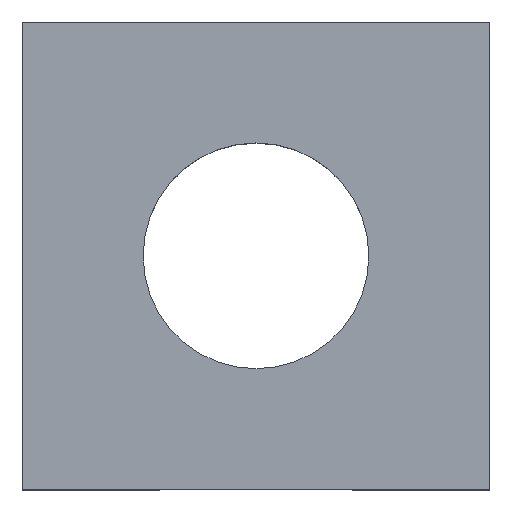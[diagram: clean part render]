
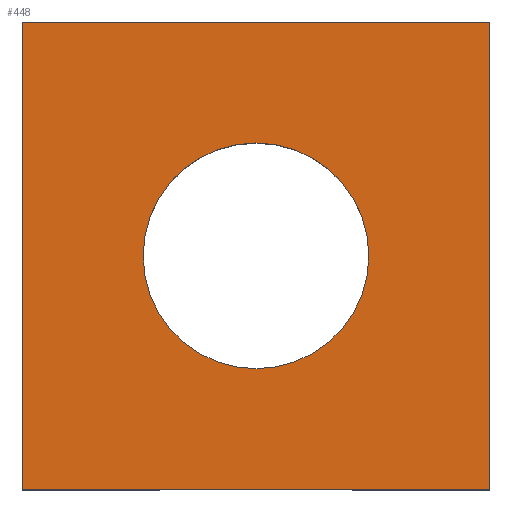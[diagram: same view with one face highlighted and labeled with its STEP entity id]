
A CAD part, top view. The second image highlights one B-rep face of the part: STEP entity #448.
In plain terms, the highlighted planar face has unit normal (0, 0, 1).
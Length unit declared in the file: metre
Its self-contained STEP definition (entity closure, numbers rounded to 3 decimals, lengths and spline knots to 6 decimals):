
#14=CIRCLE('',#486,0.0035);
#58=ORIENTED_EDGE('',*,*,#162,.T.);
#59=ORIENTED_EDGE('',*,*,#165,.T.);
#60=ORIENTED_EDGE('',*,*,#169,.F.);
#61=ORIENTED_EDGE('',*,*,#173,.F.);
#62=ORIENTED_EDGE('',*,*,#174,.F.);
#162=EDGE_CURVE('',#218,#223,#265,.T.);
#165=EDGE_CURVE('',#223,#225,#268,.T.);
#169=EDGE_CURVE('',#228,#225,#272,.T.);
#173=EDGE_CURVE('',#218,#228,#276,.T.);
#174=EDGE_CURVE('',#230,#230,#14,.T.);
#218=VERTEX_POINT('',#657);
#223=VERTEX_POINT('',#667);
#225=VERTEX_POINT('',#673);
#228=VERTEX_POINT('',#681);
#230=VERTEX_POINT('',#691);
#265=LINE('',#668,#325);
#268=LINE('',#674,#328);
#272=LINE('',#682,#332);
#276=LINE('',#688,#336);
#325=VECTOR('',#535,1.);
#328=VECTOR('',#540,1.);
#332=VECTOR('',#546,1.);
#336=VECTOR('',#552,1.);
#372=EDGE_LOOP('',(#58,#59,#60,#61));
#373=EDGE_LOOP('',(#62));
#400=FACE_BOUND('',#372,.T.);
#401=FACE_BOUND('',#373,.T.);
#424=PLANE('',#487);
#448=ADVANCED_FACE('',(#400,#401),#424,.T.);
#486=AXIS2_PLACEMENT_3D('',#690,#555,#556);
#487=AXIS2_PLACEMENT_3D('',#692,#557,#558);
#535=DIRECTION('',(-1.,0.,0.));
#540=DIRECTION('',(0.,-1.,0.));
#546=DIRECTION('',(-1.,0.,0.));
#552=DIRECTION('',(0.,-1.,0.));
#555=DIRECTION('',(0.,0.,1.));
#556=DIRECTION('',(1.,0.,0.));
#557=DIRECTION('',(0.,0.,1.));
#558=DIRECTION('',(1.,0.,0.));
#657=CARTESIAN_POINT('',(0.00725,0.00725,0.));
#667=CARTESIAN_POINT('',(-0.00725,0.00725,0.));
#668=CARTESIAN_POINT('',(0.005125,0.00725,0.));
#673=CARTESIAN_POINT('',(-0.00725,-0.00725,0.));
#674=CARTESIAN_POINT('',(-0.00725,0.,0.));
#681=CARTESIAN_POINT('',(0.00725,-0.00725,0.));
#682=CARTESIAN_POINT('',(0.005125,-0.00725,0.));
#688=CARTESIAN_POINT('',(0.00725,0.,0.));
#690=CARTESIAN_POINT('',(0.,0.,0.));
#691=CARTESIAN_POINT('',(0.0035,0.,0.));
#692=CARTESIAN_POINT('',(0.,0.,0.));
